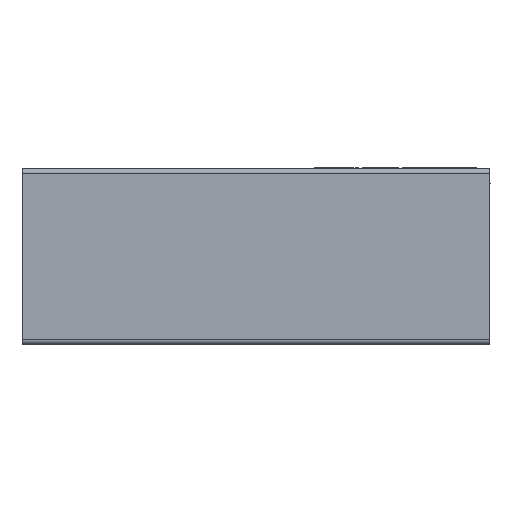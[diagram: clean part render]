
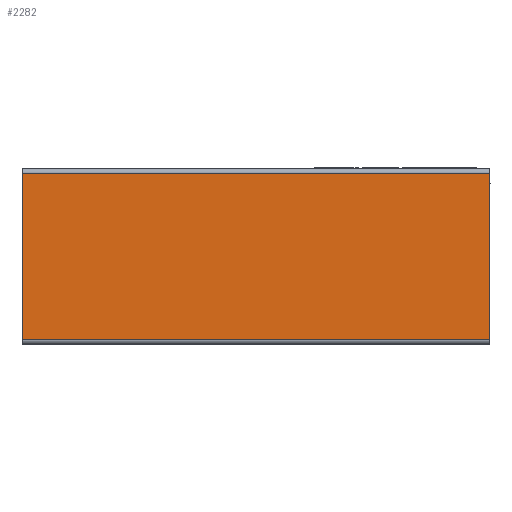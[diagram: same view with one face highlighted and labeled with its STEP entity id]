
A CAD part, left-side view. The second image highlights one B-rep face of the part: STEP entity #2282.
In plain terms, the highlighted planar face has unit normal (-1, 0, 0).
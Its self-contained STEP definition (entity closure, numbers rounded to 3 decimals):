
#168=FACE_OUTER_BOUND('',#300,.T.);
#300=EDGE_LOOP('',(#1679,#1680,#1681,#1682));
#458=LINE('',#3400,#734);
#463=LINE('',#3413,#739);
#469=LINE('',#3430,#745);
#478=LINE('',#3448,#754);
#734=VECTOR('',#2797,10.);
#739=VECTOR('',#2810,10.);
#745=VECTOR('',#2824,10.);
#754=VECTOR('',#2851,10.);
#1002=VERTEX_POINT('',#3397);
#1003=VERTEX_POINT('',#3399);
#1006=VERTEX_POINT('',#3410);
#1007=VERTEX_POINT('',#3412);
#1237=EDGE_CURVE('',#1003,#1002,#458,.T.);
#1244=EDGE_CURVE('',#1007,#1006,#463,.T.);
#1253=EDGE_CURVE('',#1003,#1006,#469,.T.);
#1262=EDGE_CURVE('',#1007,#1002,#478,.T.);
#1679=ORIENTED_EDGE('',*,*,#1262,.F.);
#1680=ORIENTED_EDGE('',*,*,#1244,.T.);
#1681=ORIENTED_EDGE('',*,*,#1253,.F.);
#1682=ORIENTED_EDGE('',*,*,#1237,.T.);
#2166=PLANE('',#2564);
#2282=ADVANCED_FACE('',(#168),#2166,.F.);
#2564=AXIS2_PLACEMENT_3D('',#3449,#2852,#2853);
#2797=DIRECTION('',(0.,0.,-1.));
#2810=DIRECTION('',(0.,0.,1.));
#2824=DIRECTION('',(0.,-1.,0.));
#2851=DIRECTION('',(0.,1.,0.));
#2852=DIRECTION('center_axis',(1.,0.,0.));
#2853=DIRECTION('ref_axis',(0.,0.,-1.));
#3397=CARTESIAN_POINT('',(-1.6,0.8,0.015));
#3399=CARTESIAN_POINT('',(-1.6,0.8,0.585));
#3400=CARTESIAN_POINT('',(-1.6,0.8,0.585));
#3410=CARTESIAN_POINT('',(-1.6,-0.8,0.585));
#3412=CARTESIAN_POINT('',(-1.6,-0.8,0.015));
#3413=CARTESIAN_POINT('',(-1.6,-0.8,0.585));
#3430=CARTESIAN_POINT('',(-1.6,0.,0.585));
#3448=CARTESIAN_POINT('',(-1.6,0.,0.015));
#3449=CARTESIAN_POINT('Origin',(-1.6,0.,0.585));
